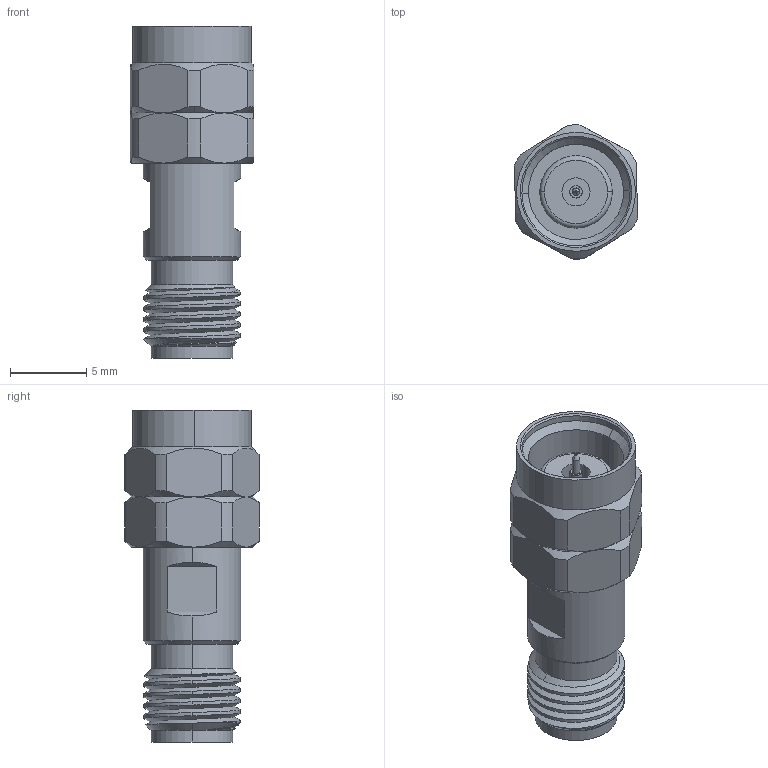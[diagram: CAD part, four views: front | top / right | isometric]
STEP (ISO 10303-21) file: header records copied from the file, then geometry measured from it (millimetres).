
FILE_DESCRIPTION (( 'STEP AP214' ), '1' );
FILE_NAME ('CT-SFVM-LN1.STEP', '2024-11-08T19:27:58', ( '' ), ( '' ), 'SwSTEP 2.0', 'SolidWorks 2021', '' );
FILE_SCHEMA (( 'AUTOMOTIVE_DESIGN' ));
Length unit declared in the file: inch
Products named in the file (1): CT-SFVM-LN1
Bounding box: 8.12 x 8.8 x 21.79 mm (x, y, z)
Volume: 643.2 mm3; surface area: 1174.7 mm2
Topology: 2 solids, 2 shells, 176 faces, 419 edges, 262 vertices
Faces by surface type: cylinder 66, plane 61, cone 45, torus 2, bspline 2
Entity records: 8842 total; most frequent: CARTESIAN_POINT 2493, DIRECTION 849, ORIENTED_EDGE 838, EDGE_CURVE 419, AXIS2_PLACEMENT_3D 342, VERTEX_POINT 262, EDGE_LOOP 193, UNCERTAINTY_MEASURE_WITH_UNIT 180
